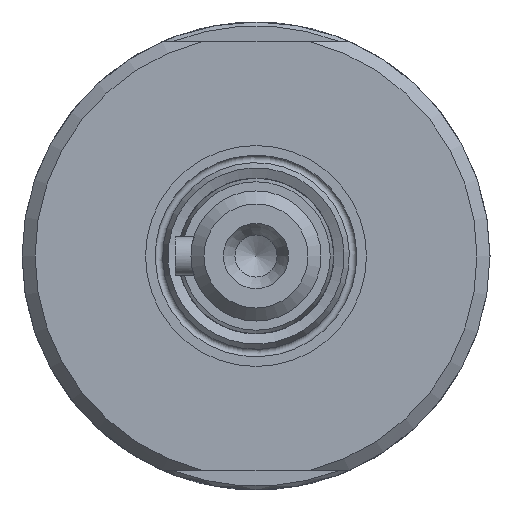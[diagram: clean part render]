
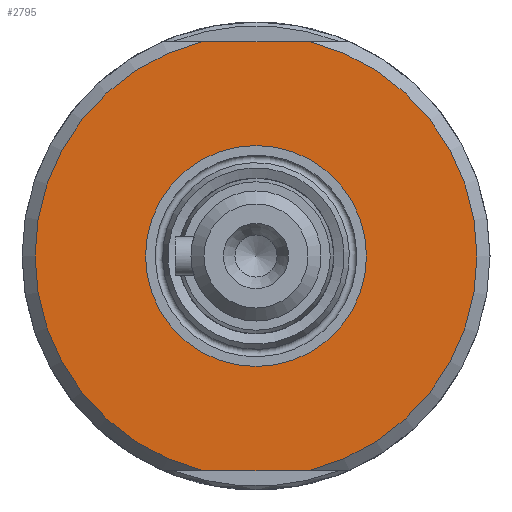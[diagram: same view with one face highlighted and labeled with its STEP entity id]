
A CAD part, left-side view. The second image highlights one B-rep face of the part: STEP entity #2795.
In plain terms, the highlighted planar face has unit normal (-1, 0, 0).
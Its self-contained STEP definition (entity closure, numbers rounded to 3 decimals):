
#48=FACE_BOUND('',#510,.T.);
#241=PLANE('',#3000);
#354=FACE_OUTER_BOUND('',#509,.T.);
#509=EDGE_LOOP('',(#2069,#2070,#2071,#2072));
#510=EDGE_LOOP('',(#2073,#2074));
#670=CIRCLE('',#2989,17.);
#675=CIRCLE('',#2997,17.);
#677=CIRCLE('',#3001,8.5);
#678=CIRCLE('',#3002,8.5);
#796=LINE('',#4114,#1043);
#801=LINE('',#4150,#1048);
#1043=VECTOR('',#3306,10.);
#1048=VECTOR('',#3317,10.);
#1306=VERTEX_POINT('',#4109);
#1307=VERTEX_POINT('',#4113);
#1313=VERTEX_POINT('',#4131);
#1317=VERTEX_POINT('',#4146);
#1318=VERTEX_POINT('',#4164);
#1319=VERTEX_POINT('',#4165);
#1589=EDGE_CURVE('',#1307,#1306,#796,.T.);
#1601=EDGE_CURVE('',#1313,#1317,#801,.T.);
#1602=EDGE_CURVE('',#1307,#1317,#670,.T.);
#1607=EDGE_CURVE('',#1313,#1306,#675,.T.);
#1609=EDGE_CURVE('',#1318,#1319,#677,.T.);
#1610=EDGE_CURVE('',#1319,#1318,#678,.T.);
#2069=ORIENTED_EDGE('',*,*,#1589,.T.);
#2070=ORIENTED_EDGE('',*,*,#1607,.F.);
#2071=ORIENTED_EDGE('',*,*,#1601,.T.);
#2072=ORIENTED_EDGE('',*,*,#1602,.F.);
#2073=ORIENTED_EDGE('',*,*,#1609,.T.);
#2074=ORIENTED_EDGE('',*,*,#1610,.T.);
#2795=ADVANCED_FACE('',(#354,#48),#241,.T.);
#2989=AXIS2_PLACEMENT_3D('',#4152,#3320,#3321);
#2997=AXIS2_PLACEMENT_3D('',#4160,#3336,#3337);
#3000=AXIS2_PLACEMENT_3D('',#4163,#3342,#3343);
#3001=AXIS2_PLACEMENT_3D('',#4166,#3344,#3345);
#3002=AXIS2_PLACEMENT_3D('',#4167,#3346,#3347);
#3306=DIRECTION('',(0.,1.,0.));
#3317=DIRECTION('',(0.,-1.,0.));
#3320=DIRECTION('center_axis',(1.,0.,0.));
#3321=DIRECTION('ref_axis',(0.,1.,0.));
#3336=DIRECTION('center_axis',(1.,0.,0.));
#3337=DIRECTION('ref_axis',(0.,1.,0.));
#3342=DIRECTION('center_axis',(-1.,0.,0.));
#3343=DIRECTION('ref_axis',(0.,0.,-1.));
#3344=DIRECTION('center_axis',(1.,0.,0.));
#3345=DIRECTION('ref_axis',(0.,-1.,0.));
#3346=DIRECTION('center_axis',(1.,0.,0.));
#3347=DIRECTION('ref_axis',(0.,-1.,0.));
#4109=CARTESIAN_POINT('',(-82.,4.093,16.5));
#4113=CARTESIAN_POINT('',(-82.,-4.093,16.5));
#4114=CARTESIAN_POINT('',(-82.,-0.903,16.5));
#4131=CARTESIAN_POINT('',(-82.,4.093,-16.5));
#4146=CARTESIAN_POINT('',(-82.,-4.093,-16.5));
#4150=CARTESIAN_POINT('',(-82.,-8.097,-16.5));
#4152=CARTESIAN_POINT('Origin',(-82.,0.,0.));
#4160=CARTESIAN_POINT('Origin',(-82.,0.,0.));
#4163=CARTESIAN_POINT('Origin',(-82.,-9.,0.));
#4164=CARTESIAN_POINT('',(-82.,-8.5,0.));
#4165=CARTESIAN_POINT('',(-82.,8.5,0.));
#4166=CARTESIAN_POINT('Origin',(-82.,0.,0.));
#4167=CARTESIAN_POINT('Origin',(-82.,0.,0.));
